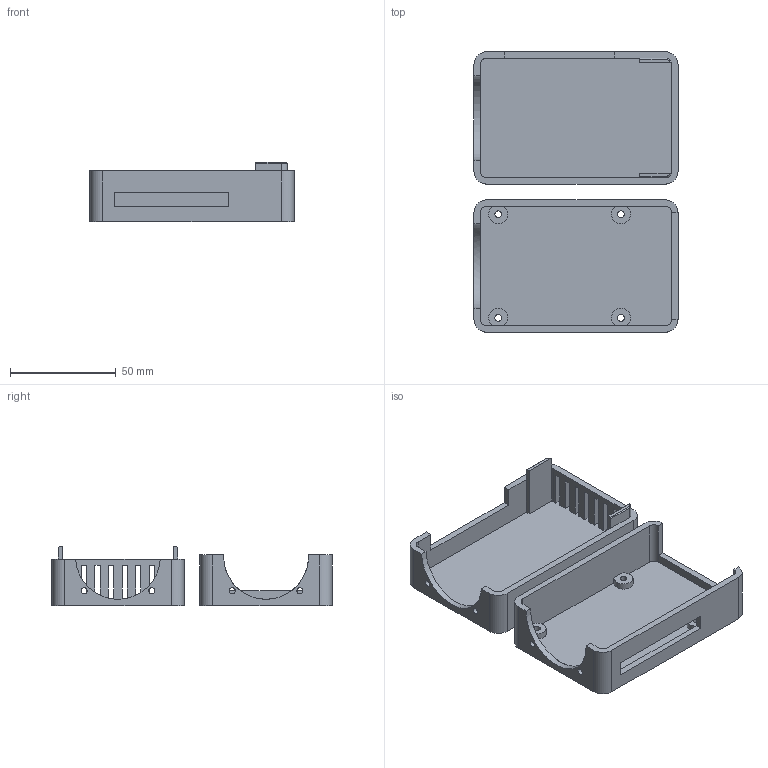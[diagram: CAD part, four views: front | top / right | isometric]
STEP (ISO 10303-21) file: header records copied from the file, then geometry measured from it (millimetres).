
FILE_DESCRIPTION(/* description */ (''),/* implementation_level */ '2;1');
FILE_NAME(/* name */ 'RasPi + Relay Shield.step',/* time_stamp */ '2020-09-16T21:17:57-07:00',/* author */ (''),/* organization */ (''),/* preprocessor_version */ 'ST-DEVELOPER v18.1',/* originating_system */ 'Autodesk Translation Framework v9.3.0.1241',/* authorisation */ '');
FILE_SCHEMA (('AUTOMOTIVE_DESIGN { 1 0 10303 214 3 1 1 }'));
Length unit declared in the file: millimetre
Products named in the file (1): RasPi + Relay Shield
Bounding box: 96.5 x 132.5 x 28 mm (x, y, z)
Volume: 63655.7 mm3; surface area: 45651.4 mm2
Topology: 2 solids, 2 shells, 116 faces, 336 edges, 220 vertices
Faces by surface type: plane 78, cylinder 36, cone 2
Full cylindrical faces by diameter (mm): 2.9 x4, 3.25 x4, 5.5 x4
Entity records: 3898 total; most frequent: CARTESIAN_POINT 677, ORIENTED_EDGE 672, DIRECTION 644, EDGE_CURVE 336, LINE 258, VECTOR 258, VERTEX_POINT 220, AXIS2_PLACEMENT_3D 193
